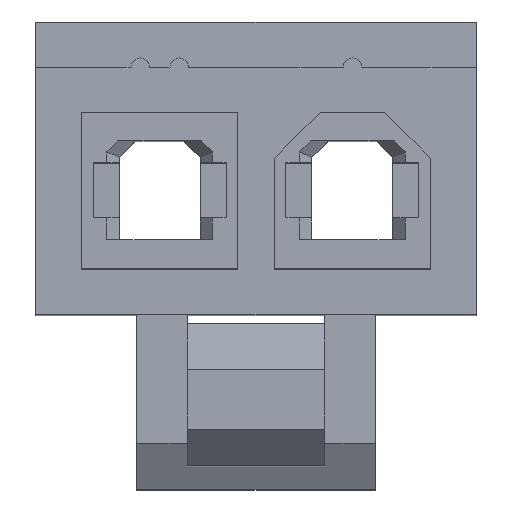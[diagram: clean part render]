
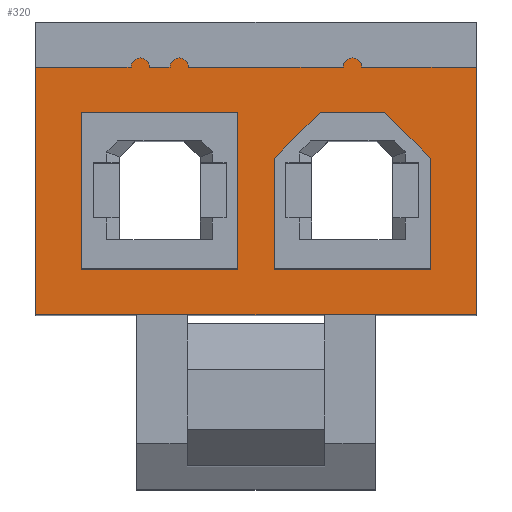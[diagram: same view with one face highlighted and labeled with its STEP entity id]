
A CAD part, top view. The second image highlights one B-rep face of the part: STEP entity #320.
In plain terms, the highlighted planar face has unit normal (0, 0, 1).
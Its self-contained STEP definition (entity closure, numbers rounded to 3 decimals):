
#61=CARTESIAN_POINT('',(-4.677,-2.631,10.62));
#62=VERTEX_POINT('',#61);
#69=CARTESIAN_POINT('',(-4.677,2.631,10.62));
#70=VERTEX_POINT('',#69);
#71=CARTESIAN_POINT('',(-4.677,-2.631,10.62));
#72=DIRECTION('',(0.,1.,0.));
#73=VECTOR('',#72,5.261);
#74=LINE('',#71,#73);
#75=EDGE_CURVE('',#62,#70,#74,.T.);
#93=CARTESIAN_POINT('',(4.677,2.631,10.62));
#94=VERTEX_POINT('',#93);
#101=CARTESIAN_POINT('',(4.677,-2.631,10.62));
#102=VERTEX_POINT('',#101);
#103=CARTESIAN_POINT('',(4.677,2.631,10.62));
#104=DIRECTION('',(0.,-1.,0.));
#105=VECTOR('',#104,5.261);
#106=LINE('',#103,#105);
#107=EDGE_CURVE('',#94,#102,#106,.T.);
#164=CARTESIAN_POINT('',(0.,0.107,10.62));
#165=DIRECTION('',(0.,-1.,0.));
#166=DIRECTION('',(-0.,0.,1.));
#167=AXIS2_PLACEMENT_3D('',#164,#166,#165);
#168=PLANE('',#167);
#169=ORIENTED_EDGE('',*,*,#75,.F.);
#170=CARTESIAN_POINT('',(-4.677,-2.631,10.62));
#171=DIRECTION('',(1.,0.,0.));
#172=VECTOR('',#171,9.354);
#173=LINE('',#170,#172);
#174=EDGE_CURVE('',#62,#102,#173,.T.);
#175=ORIENTED_EDGE('',*,*,#174,.T.);
#176=ORIENTED_EDGE('',*,*,#107,.F.);
#177=CARTESIAN_POINT('',(2.242,2.631,10.62));
#178=VERTEX_POINT('',#177);
#179=CARTESIAN_POINT('',(4.677,2.631,10.62));
#180=DIRECTION('',(-1.,0.,0.));
#181=VECTOR('',#180,2.435);
#182=LINE('',#179,#181);
#183=EDGE_CURVE('',#94,#178,#182,.T.);
#184=ORIENTED_EDGE('',*,*,#183,.T.);
#185=CARTESIAN_POINT('',(1.852,2.631,10.62));
#186=VERTEX_POINT('',#185);
#187=CARTESIAN_POINT('',(2.047,2.631,10.62));
#188=DIRECTION('',(1.,0.,0.));
#189=DIRECTION('',(0.,0.,1.));
#190=AXIS2_PLACEMENT_3D('',#187,#189,#188);
#191=CIRCLE('',#190,0.195);
#192=EDGE_CURVE('',#178,#186,#191,.T.);
#193=ORIENTED_EDGE('',*,*,#192,.T.);
#194=CARTESIAN_POINT('',(-1.436,2.631,10.62));
#195=VERTEX_POINT('',#194);
#196=CARTESIAN_POINT('',(1.852,2.631,10.62));
#197=DIRECTION('',(-1.,0.,0.));
#198=VECTOR('',#197,3.288);
#199=LINE('',#196,#198);
#200=EDGE_CURVE('',#186,#195,#199,.T.);
#201=ORIENTED_EDGE('',*,*,#200,.T.);
#202=CARTESIAN_POINT('',(-1.826,2.631,10.62));
#203=VERTEX_POINT('',#202);
#204=CARTESIAN_POINT('',(-1.631,2.631,10.62));
#205=DIRECTION('',(1.,0.,0.));
#206=DIRECTION('',(0.,0.,1.));
#207=AXIS2_PLACEMENT_3D('',#204,#206,#205);
#208=CIRCLE('',#207,0.195);
#209=EDGE_CURVE('',#195,#203,#208,.T.);
#210=ORIENTED_EDGE('',*,*,#209,.T.);
#211=CARTESIAN_POINT('',(-2.264,2.631,10.62));
#212=VERTEX_POINT('',#211);
#213=CARTESIAN_POINT('',(-1.826,2.631,10.62));
#214=DIRECTION('',(-1.,0.,0.));
#215=VECTOR('',#214,0.438);
#216=LINE('',#213,#215);
#217=EDGE_CURVE('',#203,#212,#216,.T.);
#218=ORIENTED_EDGE('',*,*,#217,.T.);
#219=CARTESIAN_POINT('',(-2.654,2.631,10.62));
#220=VERTEX_POINT('',#219);
#221=CARTESIAN_POINT('',(-2.459,2.631,10.62));
#222=DIRECTION('',(1.,0.,0.));
#223=DIRECTION('',(0.,0.,1.));
#224=AXIS2_PLACEMENT_3D('',#221,#223,#222);
#225=CIRCLE('',#224,0.195);
#226=EDGE_CURVE('',#212,#220,#225,.T.);
#227=ORIENTED_EDGE('',*,*,#226,.T.);
#228=CARTESIAN_POINT('',(-2.654,2.631,10.62));
#229=DIRECTION('',(-1.,0.,0.));
#230=VECTOR('',#229,2.023);
#231=LINE('',#228,#230);
#232=EDGE_CURVE('',#220,#70,#231,.T.);
#233=ORIENTED_EDGE('',*,*,#232,.T.);
#234=EDGE_LOOP('',(#169,#175,#176,#184,#193,#201,#210,#218,#227,#233));
#235=FACE_OUTER_BOUND('',#234,.T.);
#236=CARTESIAN_POINT('',(-0.39,1.656,10.62));
#237=VERTEX_POINT('',#236);
#238=CARTESIAN_POINT('',(-0.39,-1.656,10.62));
#239=VERTEX_POINT('',#238);
#240=CARTESIAN_POINT('',(-0.39,1.656,10.62));
#241=DIRECTION('',(0.,-1.,0.));
#242=VECTOR('',#241,3.313);
#243=LINE('',#240,#242);
#244=EDGE_CURVE('',#237,#239,#243,.T.);
#245=ORIENTED_EDGE('',*,*,#244,.T.);
#246=CARTESIAN_POINT('',(-3.702,-1.656,10.62));
#247=VERTEX_POINT('',#246);
#248=CARTESIAN_POINT('',(-0.39,-1.656,10.62));
#249=DIRECTION('',(-1.,0.,0.));
#250=VECTOR('',#249,3.313);
#251=LINE('',#248,#250);
#252=EDGE_CURVE('',#239,#247,#251,.T.);
#253=ORIENTED_EDGE('',*,*,#252,.T.);
#254=CARTESIAN_POINT('',(-3.702,1.656,10.62));
#255=VERTEX_POINT('',#254);
#256=CARTESIAN_POINT('',(-3.702,-1.656,10.62));
#257=DIRECTION('',(0.,1.,0.));
#258=VECTOR('',#257,3.313);
#259=LINE('',#256,#258);
#260=EDGE_CURVE('',#247,#255,#259,.T.);
#261=ORIENTED_EDGE('',*,*,#260,.T.);
#262=CARTESIAN_POINT('',(-3.702,1.656,10.62));
#263=DIRECTION('',(1.,0.,0.));
#264=VECTOR('',#263,3.313);
#265=LINE('',#262,#264);
#266=EDGE_CURVE('',#255,#237,#265,.T.);
#267=ORIENTED_EDGE('',*,*,#266,.T.);
#268=EDGE_LOOP('',(#245,#253,#261,#267));
#269=FACE_BOUND('',#268,.T.);
#270=CARTESIAN_POINT('',(3.702,-1.656,10.62));
#271=VERTEX_POINT('',#270);
#272=CARTESIAN_POINT('',(0.39,-1.656,10.62));
#273=VERTEX_POINT('',#272);
#274=CARTESIAN_POINT('',(3.702,-1.656,10.62));
#275=DIRECTION('',(-1.,0.,0.));
#276=VECTOR('',#275,3.313);
#277=LINE('',#274,#276);
#278=EDGE_CURVE('',#271,#273,#277,.T.);
#279=ORIENTED_EDGE('',*,*,#278,.T.);
#280=CARTESIAN_POINT('',(0.39,0.682,10.62));
#281=VERTEX_POINT('',#280);
#282=CARTESIAN_POINT('',(0.39,-1.656,10.62));
#283=DIRECTION('',(0.,1.,0.));
#284=VECTOR('',#283,2.338);
#285=LINE('',#282,#284);
#286=EDGE_CURVE('',#273,#281,#285,.T.);
#287=ORIENTED_EDGE('',*,*,#286,.T.);
#288=CARTESIAN_POINT('',(1.364,1.656,10.62));
#289=VERTEX_POINT('',#288);
#290=CARTESIAN_POINT('',(0.39,0.682,10.62));
#291=DIRECTION('',(0.707,0.707,0.));
#292=VECTOR('',#291,1.378);
#293=LINE('',#290,#292);
#294=EDGE_CURVE('',#281,#289,#293,.T.);
#295=ORIENTED_EDGE('',*,*,#294,.T.);
#296=CARTESIAN_POINT('',(2.728,1.656,10.62));
#297=VERTEX_POINT('',#296);
#298=CARTESIAN_POINT('',(1.364,1.656,10.62));
#299=DIRECTION('',(1.,0.,0.));
#300=VECTOR('',#299,1.364);
#301=LINE('',#298,#300);
#302=EDGE_CURVE('',#289,#297,#301,.T.);
#303=ORIENTED_EDGE('',*,*,#302,.T.);
#304=CARTESIAN_POINT('',(3.702,0.682,10.62));
#305=VERTEX_POINT('',#304);
#306=CARTESIAN_POINT('',(2.728,1.656,10.62));
#307=DIRECTION('',(0.707,-0.707,0.));
#308=VECTOR('',#307,1.378);
#309=LINE('',#306,#308);
#310=EDGE_CURVE('',#297,#305,#309,.T.);
#311=ORIENTED_EDGE('',*,*,#310,.T.);
#312=CARTESIAN_POINT('',(3.702,0.682,10.62));
#313=DIRECTION('',(0.,-1.,0.));
#314=VECTOR('',#313,2.338);
#315=LINE('',#312,#314);
#316=EDGE_CURVE('',#305,#271,#315,.T.);
#317=ORIENTED_EDGE('',*,*,#316,.T.);
#318=EDGE_LOOP('',(#279,#287,#295,#303,#311,#317));
#319=FACE_BOUND('',#318,.T.);
#320=ADVANCED_FACE('',(#235,#269,#319),#168,.T.);
